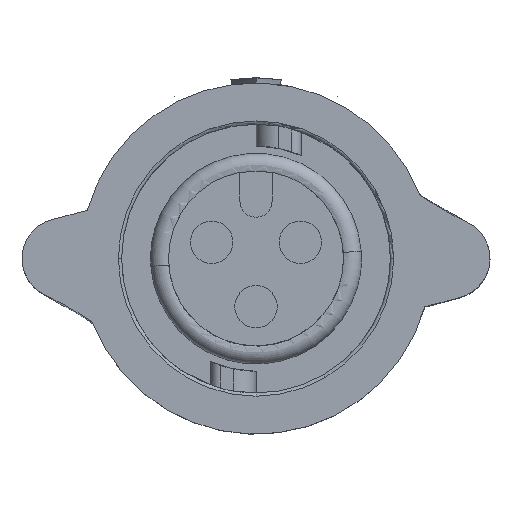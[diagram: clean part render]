
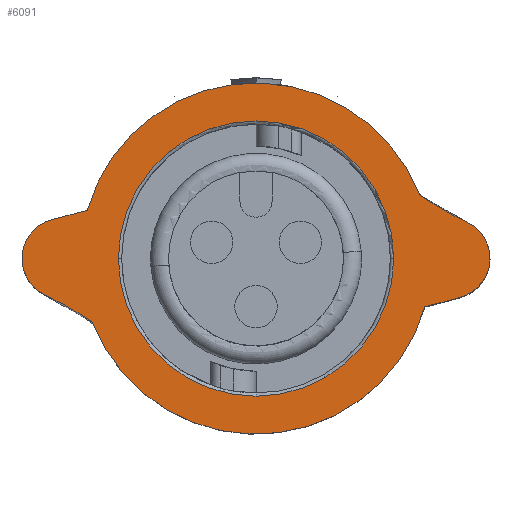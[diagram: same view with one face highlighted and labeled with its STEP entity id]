
A CAD part, top view. The second image highlights one B-rep face of the part: STEP entity #6091.
In plain terms, the highlighted planar face has unit normal (0, 0, 1).
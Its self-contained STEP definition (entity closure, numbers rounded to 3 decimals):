
#100 = CARTESIAN_POINT ( 'NONE',  ( -6.462, -2.516, 18.72 ) ) ;
#212 = DIRECTION ( 'NONE',  ( -0.966, -0.259, 0. ) ) ;
#314 = VERTEX_POINT ( 'NONE', #16257 ) ;
#740 = DIRECTION ( 'NONE',  ( -1., 0., 0. ) ) ;
#760 = LINE ( 'NONE', #7167, #6783 ) ;
#770 = DIRECTION ( 'NONE',  ( 1., 0., 0. ) ) ;
#832 = CIRCLE ( 'NONE', #2584, 1.587 ) ;
#1319 = EDGE_CURVE ( 'NONE', #19406, #13622, #20245, .T. ) ;
#1715 = CARTESIAN_POINT ( 'NONE',  ( 5.436, 0., 18.72 ) ) ;
#1960 = LINE ( 'NONE', #8566, #18124 ) ;
#2116 = CIRCLE ( 'NONE', #12499, 5.436 ) ;
#2235 = AXIS2_PLACEMENT_3D ( 'NONE', #16304, #19652, #19541 ) ;
#2254 = CARTESIAN_POINT ( 'NONE',  ( -6.666, 1.908, 18.72 ) ) ;
#2306 = VERTEX_POINT ( 'NONE', #2254 ) ;
#2584 = AXIS2_PLACEMENT_3D ( 'NONE', #12441, #17420, #740 ) ;
#2732 = ORIENTED_EDGE ( 'NONE', *, *, #13295, .T. ) ;
#2889 = DIRECTION ( 'NONE',  ( -1., 0., 0. ) ) ;
#2924 = CARTESIAN_POINT ( 'NONE',  ( 6.666, -1.908, 18.72 ) ) ;
#2941 = DIRECTION ( 'NONE',  ( 0., 0., 1. ) ) ;
#3029 = CARTESIAN_POINT ( 'NONE',  ( -9.242, 0., 18.72 ) ) ;
#3472 = CARTESIAN_POINT ( 'NONE',  ( -8.065, 1.533, 18.72 ) ) ;
#3714 = CIRCLE ( 'NONE', #12353, 14.478 ) ;
#3808 = DIRECTION ( 'NONE',  ( 0.966, 0.259, 0. ) ) ;
#3810 = VERTEX_POINT ( 'NONE', #17923 ) ;
#4000 = AXIS2_PLACEMENT_3D ( 'NONE', #13365, #19951, #5121 ) ;
#4298 = DIRECTION ( 'NONE',  ( 0., 0., -1. ) ) ;
#4599 = EDGE_CURVE ( 'NONE', #5439, #19134, #760, .T. ) ;
#5121 = DIRECTION ( 'NONE',  ( 1., 0., 0. ) ) ;
#5184 = VERTEX_POINT ( 'NONE', #3472 ) ;
#5432 = AXIS2_PLACEMENT_3D ( 'NONE', #11118, #4298, #7664 ) ;
#5439 = VERTEX_POINT ( 'NONE', #2924 ) ;
#5753 = CARTESIAN_POINT ( 'NONE',  ( 0., 0., 18.72 ) ) ;
#6001 = DIRECTION ( 'NONE',  ( -1., 0., 0. ) ) ;
#6057 = ORIENTED_EDGE ( 'NONE', *, *, #12239, .T. ) ;
#6091 = ADVANCED_FACE ( 'NONE', ( #21200, #6347 ), #9397, .F. ) ;
#6202 = DIRECTION ( 'NONE',  ( 0., 0., 1. ) ) ;
#6347 = FACE_OUTER_BOUND ( 'NONE', #16587, .T. ) ;
#6423 = EDGE_CURVE ( 'NONE', #13622, #2306, #17487, .T. ) ;
#6721 = CARTESIAN_POINT ( 'NONE',  ( 8.342, 1.431, 18.72 ) ) ;
#6783 = VECTOR ( 'NONE', #3808, 1000. ) ;
#7031 = CIRCLE ( 'NONE', #14978, 6.934 ) ;
#7167 = CARTESIAN_POINT ( 'NONE',  ( 8.065, -1.533, 18.72 ) ) ;
#7664 = DIRECTION ( 'NONE',  ( -1., 0., 0. ) ) ;
#7761 = CIRCLE ( 'NONE', #2235, 1.587 ) ;
#7844 = CARTESIAN_POINT ( 'NONE',  ( -7.654, 0., 18.72 ) ) ;
#8566 = CARTESIAN_POINT ( 'NONE',  ( -8.065, 1.533, 18.72 ) ) ;
#8639 = VERTEX_POINT ( 'NONE', #100 ) ;
#9397 = PLANE ( 'NONE',  #5432 ) ;
#9552 = CIRCLE ( 'NONE', #4000, 5.436 ) ;
#9690 = ORIENTED_EDGE ( 'NONE', *, *, #6423, .T. ) ;
#9853 = ORIENTED_EDGE ( 'NONE', *, *, #17315, .T. ) ;
#10792 = EDGE_CURVE ( 'NONE', #2306, #5184, #1960, .T. ) ;
#10925 = EDGE_CURVE ( 'NONE', #5184, #12900, #832, .T. ) ;
#11118 = CARTESIAN_POINT ( 'NONE',  ( 0., -6.934, 18.72 ) ) ;
#11492 = DIRECTION ( 'NONE',  ( -1., 0., 0. ) ) ;
#11872 = DIRECTION ( 'NONE',  ( 0., 0., -1. ) ) ;
#11933 = ORIENTED_EDGE ( 'NONE', *, *, #10792, .T. ) ;
#12239 = EDGE_CURVE ( 'NONE', #8639, #5439, #7031, .T. ) ;
#12353 = AXIS2_PLACEMENT_3D ( 'NONE', #19441, #21086, #2889 ) ;
#12441 = CARTESIAN_POINT ( 'NONE',  ( -7.654, 0., 18.72 ) ) ;
#12499 = AXIS2_PLACEMENT_3D ( 'NONE', #5753, #15719, #770 ) ;
#12578 = CARTESIAN_POINT ( 'NONE',  ( 8.065, -1.533, 18.72 ) ) ;
#12614 = CARTESIAN_POINT ( 'NONE',  ( 0., 0., 18.72 ) ) ;
#12784 = ORIENTED_EDGE ( 'NONE', *, *, #15022, .T. ) ;
#12900 = VERTEX_POINT ( 'NONE', #3029 ) ;
#12908 = ORIENTED_EDGE ( 'NONE', *, *, #15154, .T. ) ;
#12922 = DIRECTION ( 'NONE',  ( -1., 0., 0. ) ) ;
#13295 = EDGE_CURVE ( 'NONE', #19134, #19406, #7761, .T. ) ;
#13365 = CARTESIAN_POINT ( 'NONE',  ( 0., 0., 18.72 ) ) ;
#13516 = ORIENTED_EDGE ( 'NONE', *, *, #18761, .T. ) ;
#13622 = VERTEX_POINT ( 'NONE', #18091 ) ;
#14404 = VERTEX_POINT ( 'NONE', #1715 ) ;
#14978 = AXIS2_PLACEMENT_3D ( 'NONE', #17773, #2941, #11492 ) ;
#15022 = EDGE_CURVE ( 'NONE', #12900, #3810, #20609, .T. ) ;
#15154 = EDGE_CURVE ( 'NONE', #314, #14404, #9552, .T. ) ;
#15719 = DIRECTION ( 'NONE',  ( 0., 0., -1. ) ) ;
#16257 = CARTESIAN_POINT ( 'NONE',  ( -5.436, 0., 18.72 ) ) ;
#16274 = EDGE_LOOP ( 'NONE', ( #9853, #12908 ) ) ;
#16304 = CARTESIAN_POINT ( 'NONE',  ( 7.654, 0., 18.72 ) ) ;
#16587 = EDGE_LOOP ( 'NONE', ( #18953, #9690, #11933, #19335, #12784, #13516, #6057, #21170, #2732 ) ) ;
#16789 = AXIS2_PLACEMENT_3D ( 'NONE', #17057, #11872, #20086 ) ;
#17057 = CARTESIAN_POINT ( 'NONE',  ( 14.618, 14.478, 18.72 ) ) ;
#17315 = EDGE_CURVE ( 'NONE', #14404, #314, #2116, .T. ) ;
#17420 = DIRECTION ( 'NONE',  ( 0., 0., 1. ) ) ;
#17487 = CIRCLE ( 'NONE', #18907, 6.934 ) ;
#17773 = CARTESIAN_POINT ( 'NONE',  ( 0., 0., 18.72 ) ) ;
#17845 = AXIS2_PLACEMENT_3D ( 'NONE', #7844, #6202, #12922 ) ;
#17923 = CARTESIAN_POINT ( 'NONE',  ( -8.342, -1.431, 18.72 ) ) ;
#18091 = CARTESIAN_POINT ( 'NONE',  ( 6.462, 2.516, 18.72 ) ) ;
#18124 = VECTOR ( 'NONE', #212, 1000. ) ;
#18761 = EDGE_CURVE ( 'NONE', #3810, #8639, #3714, .T. ) ;
#18907 = AXIS2_PLACEMENT_3D ( 'NONE', #12614, #19222, #6001 ) ;
#18953 = ORIENTED_EDGE ( 'NONE', *, *, #1319, .T. ) ;
#19134 = VERTEX_POINT ( 'NONE', #12578 ) ;
#19222 = DIRECTION ( 'NONE',  ( 0., 0., 1. ) ) ;
#19335 = ORIENTED_EDGE ( 'NONE', *, *, #10925, .T. ) ;
#19406 = VERTEX_POINT ( 'NONE', #6721 ) ;
#19441 = CARTESIAN_POINT ( 'NONE',  ( -14.618, -14.478, 18.72 ) ) ;
#19541 = DIRECTION ( 'NONE',  ( -1., 0., 0. ) ) ;
#19652 = DIRECTION ( 'NONE',  ( 0., 0., 1. ) ) ;
#19951 = DIRECTION ( 'NONE',  ( 0., 0., -1. ) ) ;
#20086 = DIRECTION ( 'NONE',  ( -1., 0., 0. ) ) ;
#20245 = CIRCLE ( 'NONE', #16789, 14.478 ) ;
#20609 = CIRCLE ( 'NONE', #17845, 1.587 ) ;
#21086 = DIRECTION ( 'NONE',  ( 0., 0., -1. ) ) ;
#21170 = ORIENTED_EDGE ( 'NONE', *, *, #4599, .T. ) ;
#21200 = FACE_BOUND ( 'NONE', #16274, .T. ) ;
